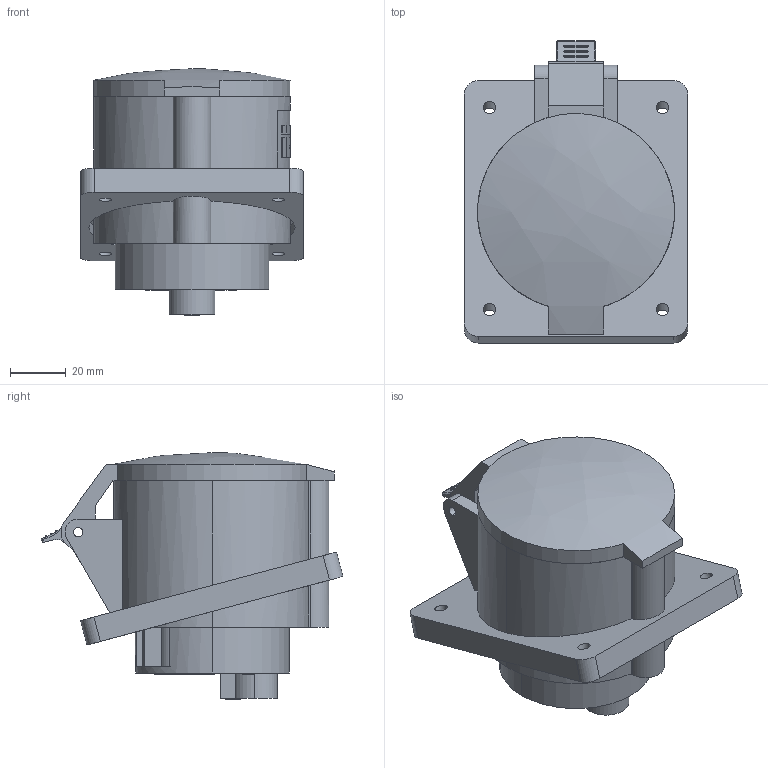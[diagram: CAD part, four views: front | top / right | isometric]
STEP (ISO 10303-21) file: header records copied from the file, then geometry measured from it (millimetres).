
FILE_DESCRIPTION (( 'STEP AP214' ), '1' );
FILE_NAME ('PSN42-032-5 Ðîçåòêà âñòðàèâàåìàÿ ÑÑÈ-425 32À-6÷_200_346-240_415Â 3Ð+PÅ+NIP44 MAGNUM ÈÝÊ1.STEP', '2025-09-17T08:45:28', ( '' ), ( '' ), 'SwSTEP 2.0', 'SolidWorks 2022', '' );
FILE_SCHEMA (( 'AUTOMOTIVE_DESIGN' ));
Length unit declared in the file: millimetre
Products named in the file (1): PSN42-032-5 Розетка встраиваемая ССИ-425 32А-6ч_200_346-240_415В 3Р+PЕ+NIP44 MAGNUM ИЭК1
Bounding box: 80 x 108.23 x 88.35 mm (x, y, z)
Volume: 243462 mm3; surface area: 79308 mm2
Topology: 12 solids, 12 shells, 579 faces, 1466 edges, 960 vertices
Faces by surface type: plane 314, cylinder 189, bspline 40, cone 24, torus 8, sphere 4
Entity records: 22388 total; most frequent: CARTESIAN_POINT 8268, ORIENTED_EDGE 2900, DIRECTION 2856, EDGE_CURVE 1450, AXIS2_PLACEMENT_3D 1017, VERTEX_POINT 960, VECTOR 822, LINE 822
